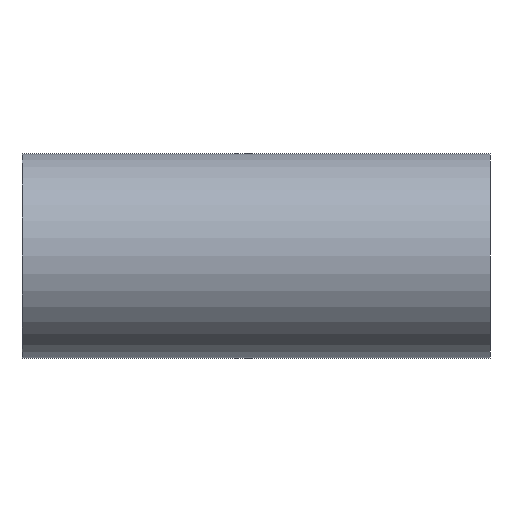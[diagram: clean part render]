
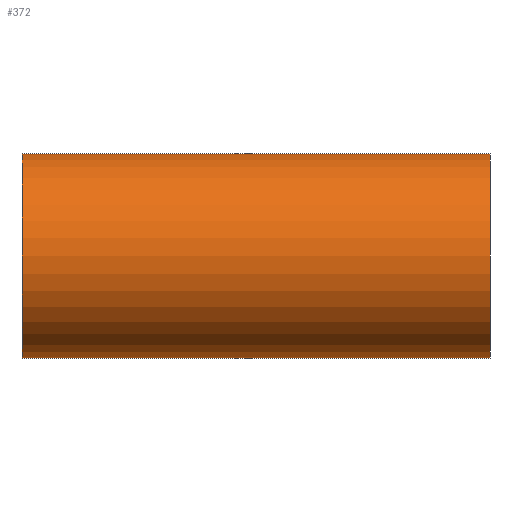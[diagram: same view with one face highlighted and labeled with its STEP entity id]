
A CAD part, left-side view. The second image highlights one B-rep face of the part: STEP entity #372.
In plain terms, the highlighted cylindrical face has radius 9.525 mm (diameter 19.05 mm), a partial arc.
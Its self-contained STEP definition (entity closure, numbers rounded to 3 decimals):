
#1 = VECTOR ( 'NONE', #55, 1000. ) ;
#26 = ORIENTED_EDGE ( 'NONE', *, *, #174, .T. ) ;
#30 = LINE ( 'NONE', #64, #1 ) ;
#32 = CARTESIAN_POINT ( 'NONE',  ( 0., 161.376, 0. ) ) ;
#43 = VERTEX_POINT ( 'NONE', #101 ) ;
#55 = DIRECTION ( 'NONE',  ( 0., 1., 0. ) ) ;
#64 = CARTESIAN_POINT ( 'NONE',  ( 0., 161.376, -9.525 ) ) ;
#72 = AXIS2_PLACEMENT_3D ( 'NONE', #460, #170, #609 ) ;
#92 = EDGE_CURVE ( 'NONE', #594, #320, #458, .T. ) ;
#101 = CARTESIAN_POINT ( 'NONE',  ( 0., 0., -9.525 ) ) ;
#118 = CARTESIAN_POINT ( 'NONE',  ( 0., 43.6, 9.525 ) ) ;
#160 = CARTESIAN_POINT ( 'NONE',  ( 0., 161.376, 9.525 ) ) ;
#170 = DIRECTION ( 'NONE',  ( 0., 1., 0. ) ) ;
#174 = EDGE_CURVE ( 'NONE', #399, #320, #382, .T. ) ;
#190 = CIRCLE ( 'NONE', #72, 9.525 ) ;
#194 = ORIENTED_EDGE ( 'NONE', *, *, #443, .T. ) ;
#236 = EDGE_CURVE ( 'NONE', #43, #594, #30, .T. ) ;
#245 = ORIENTED_EDGE ( 'NONE', *, *, #236, .F. ) ;
#272 = CYLINDRICAL_SURFACE ( 'NONE', #381, 9.525 ) ;
#291 = EDGE_LOOP ( 'NONE', ( #245, #194, #26, #454 ) ) ;
#320 = VERTEX_POINT ( 'NONE', #118 ) ;
#372 = ADVANCED_FACE ( 'NONE', ( #564 ), #272, .T. ) ;
#381 = AXIS2_PLACEMENT_3D ( 'NONE', #32, #418, #567 ) ;
#382 = LINE ( 'NONE', #160, #411 ) ;
#399 = VERTEX_POINT ( 'NONE', #456 ) ;
#411 = VECTOR ( 'NONE', #588, 1000. ) ;
#418 = DIRECTION ( 'NONE',  ( 0., 1., 0. ) ) ;
#443 = EDGE_CURVE ( 'NONE', #43, #399, #190, .T. ) ;
#454 = ORIENTED_EDGE ( 'NONE', *, *, #92, .F. ) ;
#456 = CARTESIAN_POINT ( 'NONE',  ( 0., 0., 9.525 ) ) ;
#458 = CIRCLE ( 'NONE', #622, 9.525 ) ;
#460 = CARTESIAN_POINT ( 'NONE',  ( 0., 0., 0. ) ) ;
#473 = CARTESIAN_POINT ( 'NONE',  ( 0., 43.6, -9.525 ) ) ;
#533 = CARTESIAN_POINT ( 'NONE',  ( 0., 43.6, 0. ) ) ;
#564 = FACE_OUTER_BOUND ( 'NONE', #291, .T. ) ;
#567 = DIRECTION ( 'NONE',  ( 0., 0., 1. ) ) ;
#580 = DIRECTION ( 'NONE',  ( 0., 0., 1. ) ) ;
#588 = DIRECTION ( 'NONE',  ( 0., 1., 0. ) ) ;
#594 = VERTEX_POINT ( 'NONE', #473 ) ;
#609 = DIRECTION ( 'NONE',  ( 0., 0., 1. ) ) ;
#620 = DIRECTION ( 'NONE',  ( 0., 1., 0. ) ) ;
#622 = AXIS2_PLACEMENT_3D ( 'NONE', #533, #620, #580 ) ;
